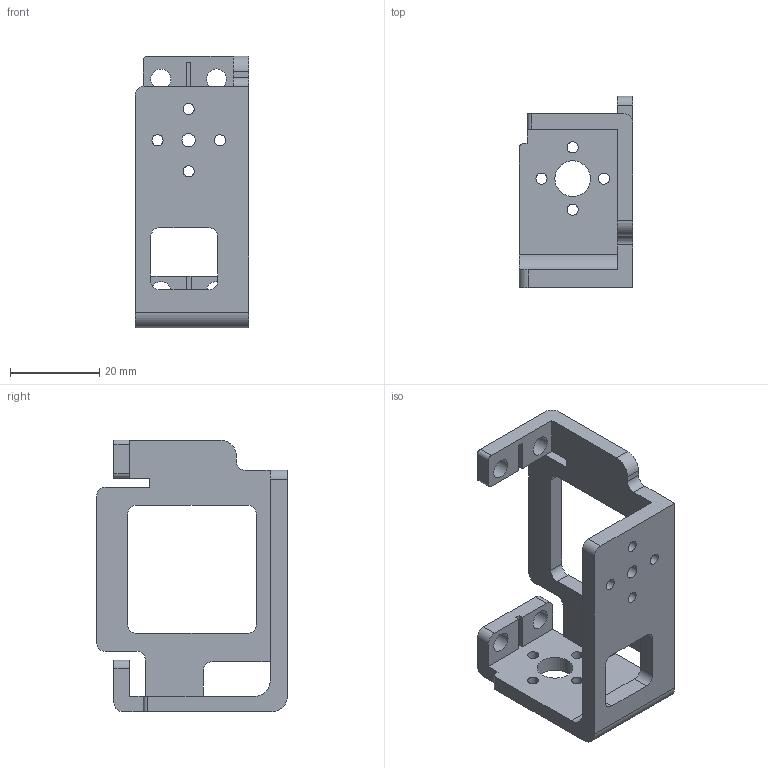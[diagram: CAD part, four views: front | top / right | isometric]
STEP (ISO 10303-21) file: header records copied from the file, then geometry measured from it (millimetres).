
FILE_DESCRIPTION(/* description */ (''),/* implementation_level */ '2;1');
FILE_NAME(/* name */ 'SS#504_Type3.step',/* time_stamp */ '2017-11-28T19:48:23+05:00',/* author */ (''),/* organization */ (''),/* preprocessor_version */ 'ST-DEVELOPER v16.13',/* originating_system */ 'Autodesk Translation Framework v6.5.0.72',/* authorisation */ '');
FILE_SCHEMA (('AUTOMOTIVE_DESIGN { 1 0 10303 214 3 1 1 }'));
Length unit declared in the file: millimetre
Products named in the file (1): LowerBracket v2 (1)
Bounding box: 25.5 x 42.9 x 61.02 mm (x, y, z)
Volume: 11879.7 mm3; surface area: 9091.9 mm2
Topology: 1 solids, 1 shells, 258 faces, 744 edges, 496 vertices
Faces by surface type: plane 128, bspline 90, cylinder 40
Full cylindrical faces by diameter (mm): 2.5 x8, 3 x1, 4.5 x4, 6.7 x1, 8 x1
Entity records: 9369 total; most frequent: CARTESIAN_POINT 3029, ORIENTED_EDGE 1488, DIRECTION 982, EDGE_CURVE 744, VERTEX_POINT 496, LINE 484, VECTOR 484, EDGE_LOOP 300
